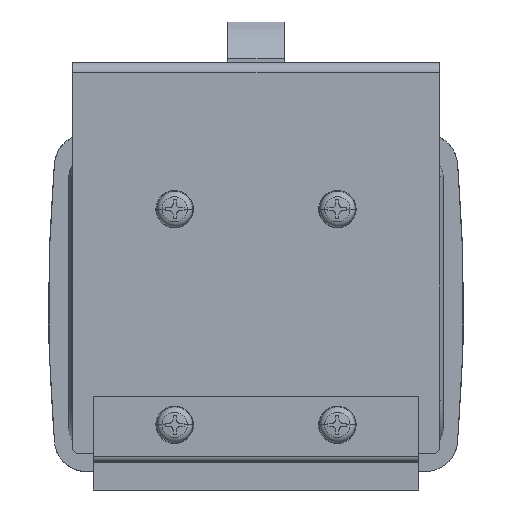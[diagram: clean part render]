
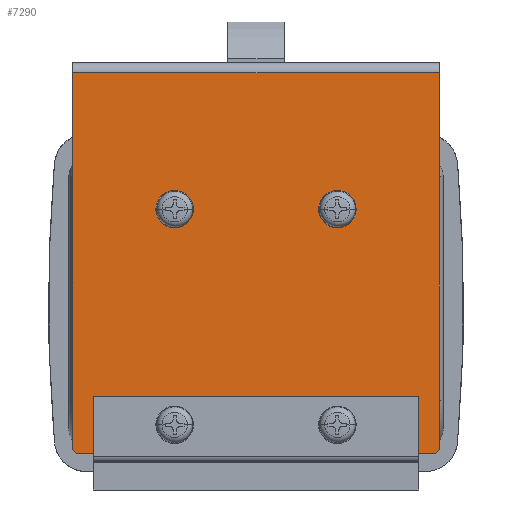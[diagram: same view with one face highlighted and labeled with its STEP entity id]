
A CAD part, front view. The second image highlights one B-rep face of the part: STEP entity #7290.
In plain terms, the highlighted planar face has unit normal (0, -1, 0).
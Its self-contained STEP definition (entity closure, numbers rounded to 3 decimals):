
#990 = CARTESIAN_POINT ( 'NONE',  ( 20., 0., 2.7 ) ) ;
#995 = CARTESIAN_POINT ( 'NONE',  ( 20., 0., -2.7 ) ) ;
#999 = CARTESIAN_POINT ( 'NONE',  ( -20., 0., 2.7 ) ) ;
#1001 = CARTESIAN_POINT ( 'NONE',  ( -20., 0., -2.7 ) ) ;
#1034 = CARTESIAN_POINT ( 'NONE',  ( -40., 0., -59.95 ) ) ;
#1035 = CARTESIAN_POINT ( 'NONE',  ( -40., 0., -45.95 ) ) ;
#1036 = CARTESIAN_POINT ( 'NONE',  ( 40., 0., -45.95 ) ) ;
#1037 = CARTESIAN_POINT ( 'NONE',  ( 40., 0., -59.95 ) ) ;
#1038 = CARTESIAN_POINT ( 'NONE',  ( 44., 0., -59.95 ) ) ;
#1039 = CARTESIAN_POINT ( 'NONE',  ( 45., 0., -58.95 ) ) ;
#1040 = CARTESIAN_POINT ( 'NONE',  ( 45., 0., 33.5 ) ) ;
#1041 = CARTESIAN_POINT ( 'NONE',  ( -45., 0., 33.5 ) ) ;
#1042 = CARTESIAN_POINT ( 'NONE',  ( -45., 0., -58.95 ) ) ;
#1043 = CARTESIAN_POINT ( 'NONE',  ( -44., 0., -59.95 ) ) ;
#1909 = FACE_BOUND ( 'NONE', #2209, .T. ) ;
#1919 = FACE_BOUND ( 'NONE', #2208, .T. ) ;
#1921 = FACE_OUTER_BOUND ( 'NONE', #2207, .T. ) ;
#1923 = AXIS2_PLACEMENT_3D ( 'NONE', #3635, #3636, #3638 ) ;
#2207 = EDGE_LOOP ( 'NONE', ( #11431, #11433, #11432, #11434, #11435, #11436, #11437, #11438, #11439, #11440 ) ) ;
#2208 = EDGE_LOOP ( 'NONE', ( #11430, #11429 ) ) ;
#2209 = EDGE_LOOP ( 'NONE', ( #11427, #11428 ) ) ;
#3510 = AXIS2_PLACEMENT_3D ( 'NONE', #6915, #6943, #6944 ) ;
#3543 = AXIS2_PLACEMENT_3D ( 'NONE', #6972, #6979, #6980 ) ;
#3625 = AXIS2_PLACEMENT_3D ( 'NONE', #7092, #7093, #7094 ) ;
#3633 = PLANE ( 'NONE',  #1923 ) ;
#3635 = CARTESIAN_POINT ( 'NONE',  ( -45., 0., 33.5 ) ) ;
#3636 = DIRECTION ( 'NONE',  ( 0., -1., 0. ) ) ;
#3638 = DIRECTION ( 'NONE',  ( 0., 0., -1. ) ) ;
#3650 = AXIS2_PLACEMENT_3D ( 'NONE', #7086, #7090, #7091 ) ;
#3652 = VECTOR ( 'NONE', #7089, 1000. ) ;
#3658 = VECTOR ( 'NONE', #7098, 1000. ) ;
#3662 = VECTOR ( 'NONE', #7101, 1000. ) ;
#3665 = VECTOR ( 'NONE', #7104, 1000. ) ;
#3668 = VECTOR ( 'NONE', #7107, 1000. ) ;
#3672 = VECTOR ( 'NONE', #7110, 1000. ) ;
#3676 = VECTOR ( 'NONE', #7113, 1000. ) ;
#3679 = VECTOR ( 'NONE', #7116, 1000. ) ;
#3682 = VECTOR ( 'NONE', #7119, 1000. ) ;
#3686 = VECTOR ( 'NONE', #7122, 1000. ) ;
#6915 = CARTESIAN_POINT ( 'NONE',  ( -20., 0., 0. ) ) ;
#6943 = DIRECTION ( 'NONE',  ( 0., -1., 0. ) ) ;
#6944 = DIRECTION ( 'NONE',  ( 0., 0., -1. ) ) ;
#6972 = CARTESIAN_POINT ( 'NONE',  ( 20., 0., 0. ) ) ;
#6979 = DIRECTION ( 'NONE',  ( 0., -1., 0. ) ) ;
#6980 = DIRECTION ( 'NONE',  ( 0., 0., -1. ) ) ;
#7086 = CARTESIAN_POINT ( 'NONE',  ( -20., 0., 0. ) ) ;
#7087 = LINE ( 'NONE', #7088, #3652 ) ;
#7088 = CARTESIAN_POINT ( 'NONE',  ( -40., 0., -45.95 ) ) ;
#7089 = DIRECTION ( 'NONE',  ( 1., 0., 0. ) ) ;
#7090 = DIRECTION ( 'NONE',  ( 0., -1., 0. ) ) ;
#7091 = DIRECTION ( 'NONE',  ( 0., 0., -1. ) ) ;
#7092 = CARTESIAN_POINT ( 'NONE',  ( 20., 0., 0. ) ) ;
#7093 = DIRECTION ( 'NONE',  ( 0., -1., 0. ) ) ;
#7094 = DIRECTION ( 'NONE',  ( 0., 0., -1. ) ) ;
#7096 = LINE ( 'NONE', #7097, #3658 ) ;
#7097 = CARTESIAN_POINT ( 'NONE',  ( -40., 0., -45.95 ) ) ;
#7098 = DIRECTION ( 'NONE',  ( 0., 0., 1. ) ) ;
#7099 = LINE ( 'NONE', #7100, #3662 ) ;
#7100 = CARTESIAN_POINT ( 'NONE',  ( 40., 0., -45.95 ) ) ;
#7101 = DIRECTION ( 'NONE',  ( 0., 0., 1. ) ) ;
#7102 = LINE ( 'NONE', #7103, #3665 ) ;
#7103 = CARTESIAN_POINT ( 'NONE',  ( -45., 0., -59.95 ) ) ;
#7104 = DIRECTION ( 'NONE',  ( 1., 0., 0. ) ) ;
#7105 = LINE ( 'NONE', #7106, #3668 ) ;
#7106 = CARTESIAN_POINT ( 'NONE',  ( 46.225, 0., -57.725 ) ) ;
#7107 = DIRECTION ( 'NONE',  ( 0.707, 0., 0.707 ) ) ;
#7108 = LINE ( 'NONE', #7109, #3672 ) ;
#7109 = CARTESIAN_POINT ( 'NONE',  ( 45., 0., 33.5 ) ) ;
#7110 = DIRECTION ( 'NONE',  ( 0., 0., -1. ) ) ;
#7111 = LINE ( 'NONE', #7112, #3676 ) ;
#7112 = CARTESIAN_POINT ( 'NONE',  ( -45., 0., 33.5 ) ) ;
#7113 = DIRECTION ( 'NONE',  ( 1., 0., 0. ) ) ;
#7114 = LINE ( 'NONE', #7115, #3679 ) ;
#7115 = CARTESIAN_POINT ( 'NONE',  ( -45., 0., 33.5 ) ) ;
#7116 = DIRECTION ( 'NONE',  ( 0., 0., -1. ) ) ;
#7117 = LINE ( 'NONE', #7118, #3682 ) ;
#7118 = CARTESIAN_POINT ( 'NONE',  ( -91.225, 0., -12.725 ) ) ;
#7119 = DIRECTION ( 'NONE',  ( 0.707, 0., -0.707 ) ) ;
#7120 = LINE ( 'NONE', #7121, #3686 ) ;
#7121 = CARTESIAN_POINT ( 'NONE',  ( -45., 0., -59.95 ) ) ;
#7122 = DIRECTION ( 'NONE',  ( 1., 0., 0. ) ) ;
#7290 = ADVANCED_FACE ( 'NONE', ( #1909, #1919, #1921 ), #3633, .T. ) ;
#8150 = EDGE_CURVE ( 'NONE', #9313, #9315, #8428, .T. ) ;
#8162 = EDGE_CURVE ( 'NONE', #9304, #9309, #8434, .T. ) ;
#8198 = EDGE_CURVE ( 'NONE', #9349, #9350, #7087, .T. ) ;
#8199 = EDGE_CURVE ( 'NONE', #9315, #9313, #8446, .T. ) ;
#8200 = EDGE_CURVE ( 'NONE', #9309, #9304, #8447, .T. ) ;
#8201 = EDGE_CURVE ( 'NONE', #9348, #9349, #7096, .T. ) ;
#8202 = EDGE_CURVE ( 'NONE', #9351, #9350, #7099, .T. ) ;
#8203 = EDGE_CURVE ( 'NONE', #9351, #9352, #7102, .T. ) ;
#8204 = EDGE_CURVE ( 'NONE', #9352, #9353, #7105, .T. ) ;
#8205 = EDGE_CURVE ( 'NONE', #9354, #9353, #7108, .T. ) ;
#8206 = EDGE_CURVE ( 'NONE', #9355, #9354, #7111, .T. ) ;
#8207 = EDGE_CURVE ( 'NONE', #9355, #9356, #7114, .T. ) ;
#8208 = EDGE_CURVE ( 'NONE', #9356, #9357, #7117, .T. ) ;
#8209 = EDGE_CURVE ( 'NONE', #9357, #9348, #7120, .T. ) ;
#8428 = CIRCLE ( 'NONE', #3510, 2.7 ) ;
#8434 = CIRCLE ( 'NONE', #3543, 2.7 ) ;
#8446 = CIRCLE ( 'NONE', #3650, 2.7 ) ;
#8447 = CIRCLE ( 'NONE', #3625, 2.7 ) ;
#9304 = VERTEX_POINT ( 'NONE', #990 ) ;
#9309 = VERTEX_POINT ( 'NONE', #995 ) ;
#9313 = VERTEX_POINT ( 'NONE', #999 ) ;
#9315 = VERTEX_POINT ( 'NONE', #1001 ) ;
#9348 = VERTEX_POINT ( 'NONE', #1034 ) ;
#9349 = VERTEX_POINT ( 'NONE', #1035 ) ;
#9350 = VERTEX_POINT ( 'NONE', #1036 ) ;
#9351 = VERTEX_POINT ( 'NONE', #1037 ) ;
#9352 = VERTEX_POINT ( 'NONE', #1038 ) ;
#9353 = VERTEX_POINT ( 'NONE', #1039 ) ;
#9354 = VERTEX_POINT ( 'NONE', #1040 ) ;
#9355 = VERTEX_POINT ( 'NONE', #1041 ) ;
#9356 = VERTEX_POINT ( 'NONE', #1042 ) ;
#9357 = VERTEX_POINT ( 'NONE', #1043 ) ;
#11427 = ORIENTED_EDGE ( 'NONE', *, *, #8150, .F. ) ;
#11428 = ORIENTED_EDGE ( 'NONE', *, *, #8199, .F. ) ;
#11429 = ORIENTED_EDGE ( 'NONE', *, *, #8200, .F. ) ;
#11430 = ORIENTED_EDGE ( 'NONE', *, *, #8162, .F. ) ;
#11431 = ORIENTED_EDGE ( 'NONE', *, *, #8201, .T. ) ;
#11432 = ORIENTED_EDGE ( 'NONE', *, *, #8202, .F. ) ;
#11433 = ORIENTED_EDGE ( 'NONE', *, *, #8198, .T. ) ;
#11434 = ORIENTED_EDGE ( 'NONE', *, *, #8203, .T. ) ;
#11435 = ORIENTED_EDGE ( 'NONE', *, *, #8204, .T. ) ;
#11436 = ORIENTED_EDGE ( 'NONE', *, *, #8205, .F. ) ;
#11437 = ORIENTED_EDGE ( 'NONE', *, *, #8206, .F. ) ;
#11438 = ORIENTED_EDGE ( 'NONE', *, *, #8207, .T. ) ;
#11439 = ORIENTED_EDGE ( 'NONE', *, *, #8208, .T. ) ;
#11440 = ORIENTED_EDGE ( 'NONE', *, *, #8209, .T. ) ;
